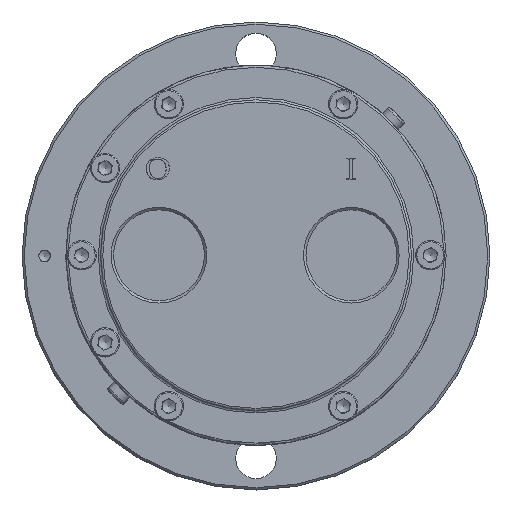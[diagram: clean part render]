
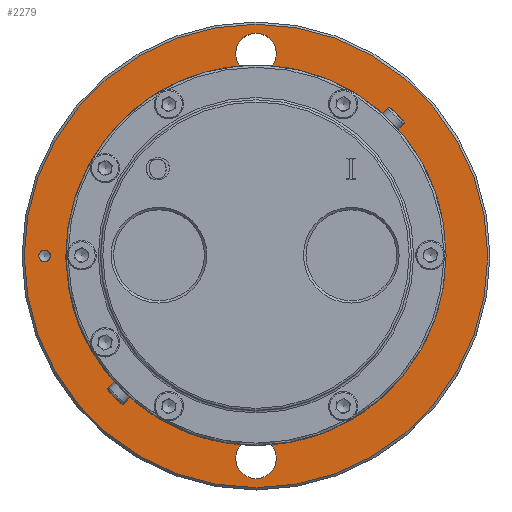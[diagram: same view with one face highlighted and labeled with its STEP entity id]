
A CAD part, top view. The second image highlights one B-rep face of the part: STEP entity #2279.
In plain terms, the highlighted planar face has unit normal (0, 0, 1).
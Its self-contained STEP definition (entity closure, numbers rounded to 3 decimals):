
#1251=B_SPLINE_CURVE_WITH_KNOTS('',3,(#18472,#18473,#18474,#18475),.UNSPECIFIED.,
 .F.,.F.,(4,4),(0.,1.),.UNSPECIFIED.);
#1252=B_SPLINE_CURVE_WITH_KNOTS('',3,(#18476,#18477,#18478,#18479),.UNSPECIFIED.,
 .F.,.F.,(4,4),(0.,1.),.UNSPECIFIED.);
#1253=B_SPLINE_CURVE_WITH_KNOTS('',3,(#18486,#18487,#18488,#18489),.UNSPECIFIED.,
 .F.,.F.,(4,4),(0.,1.),.UNSPECIFIED.);
#1254=B_SPLINE_CURVE_WITH_KNOTS('',3,(#18490,#18491,#18492,#18493),.UNSPECIFIED.,
 .F.,.F.,(4,4),(0.,1.),.UNSPECIFIED.);
#2279=ADVANCED_FACE('',(#5138,#5139,#5140,#5141,#5142),#2840,.T.);
#2840=PLANE('',#14317);
#3020=LINE('',#18467,#3935);
#3021=LINE('',#18481,#3936);
#3935=VECTOR('',#14812,1.);
#3936=VECTOR('',#14819,1.);
#5138=FACE_BOUND('',#6020,.T.);
#5139=FACE_BOUND('',#6021,.T.);
#5140=FACE_BOUND('',#6022,.T.);
#5141=FACE_BOUND('',#6023,.T.);
#5142=FACE_BOUND('',#6024,.T.);
#6020=EDGE_LOOP('',(#9105));
#6021=EDGE_LOOP('',(#9106));
#6022=EDGE_LOOP('',(#9107));
#6023=EDGE_LOOP('',(#9108));
#6024=EDGE_LOOP('',(#9109,#9110,#9111,#9112,#9113,#9114,#9115,#9116));
#9105=ORIENTED_EDGE('',*,*,#12652,.T.);
#9106=ORIENTED_EDGE('',*,*,#12653,.T.);
#9107=ORIENTED_EDGE('',*,*,#12654,.T.);
#9108=ORIENTED_EDGE('',*,*,#12655,.T.);
#9109=ORIENTED_EDGE('',*,*,#11347,.F.);
#9110=ORIENTED_EDGE('',*,*,#11321,.F.);
#9111=ORIENTED_EDGE('',*,*,#11343,.F.);
#9112=ORIENTED_EDGE('',*,*,#11341,.F.);
#9113=ORIENTED_EDGE('',*,*,#11344,.F.);
#9114=ORIENTED_EDGE('',*,*,#11319,.F.);
#9115=ORIENTED_EDGE('',*,*,#11348,.F.);
#9116=ORIENTED_EDGE('',*,*,#11345,.F.);
#10065=VERTEX_POINT('',#18353);
#10066=VERTEX_POINT('',#18354);
#10067=VERTEX_POINT('',#18356);
#10068=VERTEX_POINT('',#18381);
#10088=VERTEX_POINT('',#18468);
#10089=VERTEX_POINT('',#18469);
#10090=VERTEX_POINT('',#18482);
#10091=VERTEX_POINT('',#18483);
#10954=VERTEX_POINT('',#29175);
#10955=VERTEX_POINT('',#29177);
#10956=VERTEX_POINT('',#29179);
#10957=VERTEX_POINT('',#29181);
#11319=EDGE_CURVE('',#10065,#10067,#13124,.T.);
#11321=EDGE_CURVE('',#10068,#10066,#13125,.T.);
#11341=EDGE_CURVE('',#10088,#10089,#3020,.T.);
#11343=EDGE_CURVE('',#10089,#10068,#1251,.T.);
#11344=EDGE_CURVE('',#10067,#10088,#1252,.T.);
#11345=EDGE_CURVE('',#10090,#10091,#3021,.T.);
#11347=EDGE_CURVE('',#10066,#10090,#1253,.T.);
#11348=EDGE_CURVE('',#10091,#10065,#1254,.T.);
#12652=EDGE_CURVE('',#10954,#10954,#13345,.T.);
#12653=EDGE_CURVE('',#10955,#10955,#13346,.T.);
#12654=EDGE_CURVE('',#10956,#10956,#13347,.T.);
#12655=EDGE_CURVE('',#10957,#10957,#13348,.T.);
#13124=CIRCLE('',#13532,84.25);
#13125=CIRCLE('',#13533,84.25);
#13345=CIRCLE('',#14313,103.);
#13346=CIRCLE('',#14314,9.);
#13347=CIRCLE('',#14315,9.);
#13348=CIRCLE('',#14316,2.6);
#13532=AXIS2_PLACEMENT_3D('',#18355,#14778,#14779);
#13533=AXIS2_PLACEMENT_3D('',#18382,#14780,#14781);
#14313=AXIS2_PLACEMENT_3D('',#29174,#17102,#17103);
#14314=AXIS2_PLACEMENT_3D('',#29176,#17104,#17105);
#14315=AXIS2_PLACEMENT_3D('',#29178,#17106,#17107);
#14316=AXIS2_PLACEMENT_3D('',#29180,#17108,#17109);
#14317=AXIS2_PLACEMENT_3D('',#29182,#17110,#17111);
#14778=DIRECTION('',(0.,0.,1.));
#14779=DIRECTION('',(1.,0.,0.));
#14780=DIRECTION('',(0.,0.,1.));
#14781=DIRECTION('',(1.,0.,0.));
#14812=DIRECTION('',(-1.,0.,0.));
#14819=DIRECTION('',(1.,0.,0.));
#17102=DIRECTION('',(0.,0.,1.));
#17103=DIRECTION('',(1.,0.,0.));
#17104=DIRECTION('',(0.,0.,-1.));
#17105=DIRECTION('',(-1.,0.,0.));
#17106=DIRECTION('',(0.,0.,-1.));
#17107=DIRECTION('',(-1.,0.,0.));
#17108=DIRECTION('',(0.,0.,-1.));
#17109=DIRECTION('',(-1.,0.,0.));
#17110=DIRECTION('',(0.,0.,1.));
#17111=DIRECTION('',(-1.,0.,0.));
#18353=CARTESIAN_POINT('',(34.609,-76.813,0.));
#18354=CARTESIAN_POINT('',(-34.609,-76.813,0.));
#18355=CARTESIAN_POINT('',(0.,0.,0.));
#18356=CARTESIAN_POINT('',(34.609,76.813,0.));
#18381=CARTESIAN_POINT('',(-34.609,76.813,0.));
#18382=CARTESIAN_POINT('',(0.,0.,0.));
#18467=CARTESIAN_POINT('',(0.,75.,0.));
#18468=CARTESIAN_POINT('',(31.464,75.,0.));
#18469=CARTESIAN_POINT('',(-31.464,75.,0.));
#18472=CARTESIAN_POINT('',(-31.464,75.,0.));
#18473=CARTESIAN_POINT('',(-32.512,75.604,0.));
#18474=CARTESIAN_POINT('',(-33.56,76.209,0.));
#18475=CARTESIAN_POINT('',(-34.609,76.813,0.));
#18476=CARTESIAN_POINT('',(34.609,76.813,0.));
#18477=CARTESIAN_POINT('',(33.56,76.209,0.));
#18478=CARTESIAN_POINT('',(32.512,75.604,0.));
#18479=CARTESIAN_POINT('',(31.464,75.,0.));
#18481=CARTESIAN_POINT('',(0.,-75.,0.));
#18482=CARTESIAN_POINT('',(-31.464,-75.,0.));
#18483=CARTESIAN_POINT('',(31.464,-75.,0.));
#18486=CARTESIAN_POINT('',(-34.609,-76.813,0.));
#18487=CARTESIAN_POINT('',(-33.56,-76.209,0.));
#18488=CARTESIAN_POINT('',(-32.512,-75.604,0.));
#18489=CARTESIAN_POINT('',(-31.464,-75.,0.));
#18490=CARTESIAN_POINT('',(31.464,-75.,0.));
#18491=CARTESIAN_POINT('',(32.512,-75.604,0.));
#18492=CARTESIAN_POINT('',(33.56,-76.209,0.));
#18493=CARTESIAN_POINT('',(34.609,-76.813,0.));
#29174=CARTESIAN_POINT('',(0.,0.,0.));
#29175=CARTESIAN_POINT('',(103.,0.,0.));
#29176=CARTESIAN_POINT('',(0.,-90.,0.));
#29177=CARTESIAN_POINT('',(-9.,-90.,0.));
#29178=CARTESIAN_POINT('',(0.,90.,0.));
#29179=CARTESIAN_POINT('',(-9.,90.,0.));
#29180=CARTESIAN_POINT('',(-94.,0.,0.));
#29181=CARTESIAN_POINT('',(-96.6,0.,0.));
#29182=CARTESIAN_POINT('',(0.,0.,0.));
